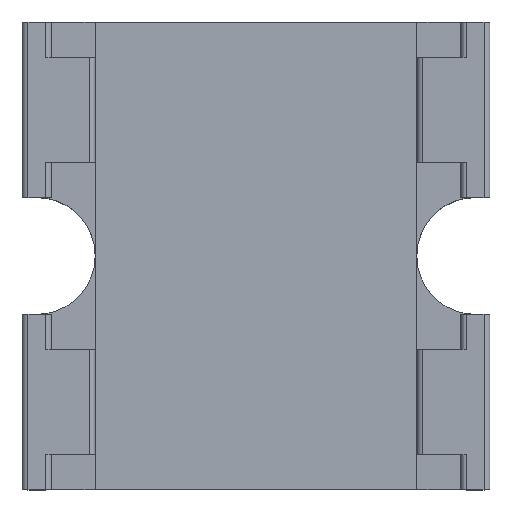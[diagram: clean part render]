
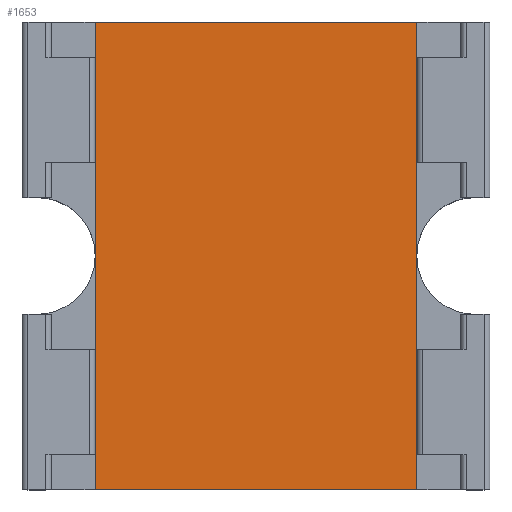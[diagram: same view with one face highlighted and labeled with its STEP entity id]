
A CAD part, top view. The second image highlights one B-rep face of the part: STEP entity #1653.
In plain terms, the highlighted planar face has unit normal (0, 0, 1).
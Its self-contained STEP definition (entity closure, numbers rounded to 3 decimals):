
#12=DIRECTION('',(0.,0.,1.));
#33=VECTOR('',#34,1.);
#34=DIRECTION('',(0.,1.,0.));
#46=DIRECTION('',(1.,0.,0.));
#57=VECTOR('',#46,1.);
#775=VERTEX_POINT('',#776);
#776=CARTESIAN_POINT('',(-0.55,-0.8,0.5));
#778=ORIENTED_EDGE('',*,*,#779,.T.);
#779=EDGE_CURVE('',#775,#780,#782,.T.);
#780=VERTEX_POINT('',#781);
#781=CARTESIAN_POINT('',(0.55,-0.8,0.5));
#782=LINE('',#776,#57);
#1450=ORIENTED_EDGE('',*,*,#1451,.F.);
#1451=EDGE_CURVE('',#775,#1452,#1454,.T.);
#1452=VERTEX_POINT('',#1453);
#1453=CARTESIAN_POINT('',(-0.55,0.8,0.5));
#1454=LINE('',#776,#33);
#1599=EDGE_CURVE('',#780,#1600,#1602,.T.);
#1600=VERTEX_POINT('',#1601);
#1601=CARTESIAN_POINT('',(0.55,0.8,0.5));
#1602=LINE('',#781,#33);
#1653=ADVANCED_FACE('',(#1654),#1660,.T.);
#1654=FACE_BOUND('',#1655,.T.);
#1655=EDGE_LOOP('',(#1450,#778,#1656,#1657));
#1656=ORIENTED_EDGE('',*,*,#1599,.T.);
#1657=ORIENTED_EDGE('',*,*,#1658,.F.);
#1658=EDGE_CURVE('',#1452,#1600,#1659,.T.);
#1659=LINE('',#1453,#57);
#1660=PLANE('',#1661);
#1661=AXIS2_PLACEMENT_3D('',#776,#12,#46);
